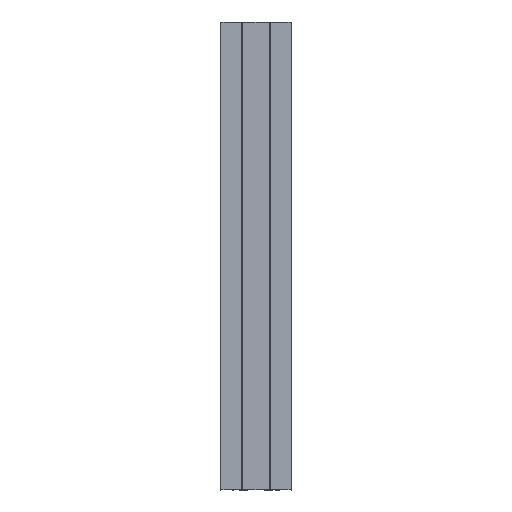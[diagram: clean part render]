
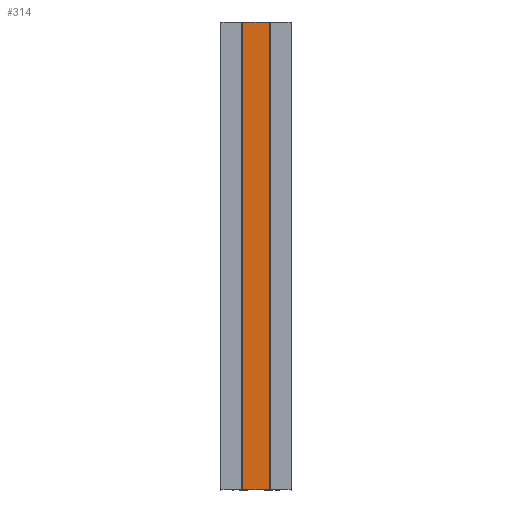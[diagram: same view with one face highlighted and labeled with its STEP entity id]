
A CAD part, front view. The second image highlights one B-rep face of the part: STEP entity #314.
In plain terms, the highlighted planar face has unit normal (0, -1, 0).
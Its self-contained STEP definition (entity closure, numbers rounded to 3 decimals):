
#36 = DIRECTION ( 'NONE',  ( -1., 0., 0. ) ) ;
#58 = VECTOR ( 'NONE', #794, 1000. ) ;
#158 = DIRECTION ( 'NONE',  ( 0., 1., 0. ) ) ;
#256 = CARTESIAN_POINT ( 'NONE',  ( 5.334, -12.7, 190.487 ) ) ;
#285 = CARTESIAN_POINT ( 'NONE',  ( 5.334, -12.7, 95.237 ) ) ;
#291 = VERTEX_POINT ( 'NONE', #930 ) ;
#310 = ORIENTED_EDGE ( 'NONE', *, *, #762, .T. ) ;
#314 = ADVANCED_FACE ( 'NONE', ( #1083 ), #740, .F. ) ;
#346 = CARTESIAN_POINT ( 'NONE',  ( 5.334, -12.7, 190.487 ) ) ;
#392 = VERTEX_POINT ( 'NONE', #256 ) ;
#446 = CARTESIAN_POINT ( 'NONE',  ( 0., -12.7, 190.487 ) ) ;
#458 = CARTESIAN_POINT ( 'NONE',  ( -5.334, -12.7, 190.487 ) ) ;
#537 = VECTOR ( 'NONE', #36, 1000. ) ;
#543 = VERTEX_POINT ( 'NONE', #960 ) ;
#554 = LINE ( 'NONE', #980, #58 ) ;
#571 = ORIENTED_EDGE ( 'NONE', *, *, #761, .T. ) ;
#578 = CARTESIAN_POINT ( 'NONE',  ( 0., -12.7, -0.013 ) ) ;
#607 = EDGE_CURVE ( 'NONE', #291, #698, #554, .T. ) ;
#683 = LINE ( 'NONE', #285, #1277 ) ;
#691 = LINE ( 'NONE', #446, #537 ) ;
#698 = VERTEX_POINT ( 'NONE', #458 ) ;
#705 = VECTOR ( 'NONE', #1164, 1000. ) ;
#740 = PLANE ( 'NONE',  #852 ) ;
#761 = EDGE_CURVE ( 'NONE', #543, #392, #683, .T. ) ;
#762 = EDGE_CURVE ( 'NONE', #291, #543, #898, .T. ) ;
#794 = DIRECTION ( 'NONE',  ( 0., 0., 1. ) ) ;
#852 = AXIS2_PLACEMENT_3D ( 'NONE', #346, #158, #1131 ) ;
#898 = LINE ( 'NONE', #578, #705 ) ;
#930 = CARTESIAN_POINT ( 'NONE',  ( -5.334, -12.7, -0.013 ) ) ;
#959 = EDGE_CURVE ( 'NONE', #392, #698, #691, .T. ) ;
#960 = CARTESIAN_POINT ( 'NONE',  ( 5.334, -12.7, -0.013 ) ) ;
#970 = ORIENTED_EDGE ( 'NONE', *, *, #607, .F. ) ;
#980 = CARTESIAN_POINT ( 'NONE',  ( -5.334, -12.7, 95.237 ) ) ;
#993 = ORIENTED_EDGE ( 'NONE', *, *, #959, .T. ) ;
#1073 = EDGE_LOOP ( 'NONE', ( #571, #993, #970, #310 ) ) ;
#1083 = FACE_OUTER_BOUND ( 'NONE', #1073, .T. ) ;
#1131 = DIRECTION ( 'NONE',  ( 0., 0., -1. ) ) ;
#1164 = DIRECTION ( 'NONE',  ( 1., 0., 0. ) ) ;
#1269 = DIRECTION ( 'NONE',  ( 0., 0., 1. ) ) ;
#1277 = VECTOR ( 'NONE', #1269, 1000. ) ;
